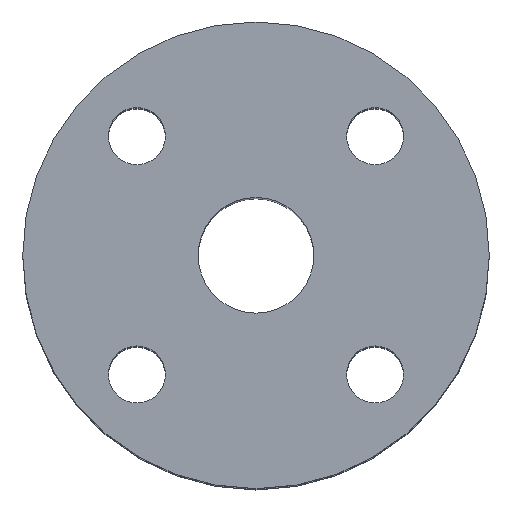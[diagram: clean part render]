
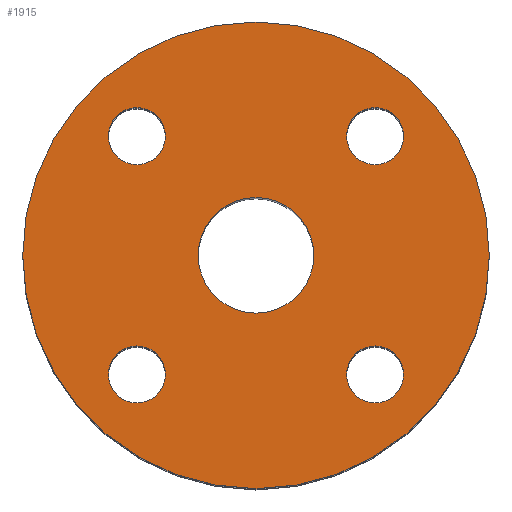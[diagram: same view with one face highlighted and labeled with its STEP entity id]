
A CAD part, top view. The second image highlights one B-rep face of the part: STEP entity #1915.
In plain terms, the highlighted planar face has unit normal (0, 0, 1).
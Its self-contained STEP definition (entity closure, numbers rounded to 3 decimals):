
#565 = DIRECTION ( 'NONE',  ( -1., 0., 0. ) ) ;
#668 = CARTESIAN_POINT ( 'NONE',  ( 17.481, 22.981, 0. ) ) ;
#696 = CIRCLE ( 'NONE', #22797, 45. ) ;
#820 = DIRECTION ( 'NONE',  ( 1., 0., 0. ) ) ;
#847 = DIRECTION ( 'NONE',  ( 0., 0., 1. ) ) ;
#1139 = ORIENTED_EDGE ( 'NONE', *, *, #21457, .F. ) ;
#1143 = VERTEX_POINT ( 'NONE', #13545 ) ;
#1343 = DIRECTION ( 'NONE',  ( 0., -1., 0. ) ) ;
#1915 = ADVANCED_FACE ( 'NONE', ( #3224, #9705, #12487, #23252, #18684, #23548 ), #3379, .F. ) ;
#2137 = CARTESIAN_POINT ( 'NONE',  ( 17.481, -22.981, 0. ) ) ;
#2175 = AXIS2_PLACEMENT_3D ( 'NONE', #7637, #12351, #19256 ) ;
#2279 = EDGE_CURVE ( 'NONE', #14501, #25433, #20647, .T. ) ;
#2449 = CARTESIAN_POINT ( 'NONE',  ( -45., 0., 0. ) ) ;
#2797 = CARTESIAN_POINT ( 'NONE',  ( 0., 0., 0. ) ) ;
#3224 = FACE_BOUND ( 'NONE', #26952, .T. ) ;
#3379 = PLANE ( 'NONE',  #2175 ) ;
#3419 = CARTESIAN_POINT ( 'NONE',  ( 22.981, -22.981, 0. ) ) ;
#3499 = CARTESIAN_POINT ( 'NONE',  ( -22.981, 22.981, 0. ) ) ;
#4262 = ORIENTED_EDGE ( 'NONE', *, *, #5455, .F. ) ;
#4426 = ORIENTED_EDGE ( 'NONE', *, *, #24598, .F. ) ;
#4680 = CIRCLE ( 'NONE', #24903, 5.5 ) ;
#5455 = EDGE_CURVE ( 'NONE', #6312, #26871, #16314, .T. ) ;
#5847 = CARTESIAN_POINT ( 'NONE',  ( 22.981, 22.981, 0. ) ) ;
#6312 = VERTEX_POINT ( 'NONE', #14853 ) ;
#6344 = DIRECTION ( 'NONE',  ( 0., 0., 1. ) ) ;
#6572 = DIRECTION ( 'NONE',  ( 0., 0., 1. ) ) ;
#7064 = DIRECTION ( 'NONE',  ( 0., 0., 1. ) ) ;
#7074 = AXIS2_PLACEMENT_3D ( 'NONE', #3419, #26100, #1343 ) ;
#7241 = ORIENTED_EDGE ( 'NONE', *, *, #8347, .F. ) ;
#7637 = CARTESIAN_POINT ( 'NONE',  ( 0., 11.15, 0. ) ) ;
#7760 = VERTEX_POINT ( 'NONE', #29131 ) ;
#7889 = VERTEX_POINT ( 'NONE', #2137 ) ;
#8054 = DIRECTION ( 'NONE',  ( 1., 0., 0. ) ) ;
#8347 = EDGE_CURVE ( 'NONE', #1143, #7889, #19776, .T. ) ;
#8350 = ORIENTED_EDGE ( 'NONE', *, *, #26985, .F. ) ;
#8516 = EDGE_LOOP ( 'NONE', ( #13041, #22435 ) ) ;
#8521 = CIRCLE ( 'NONE', #19750, 5.5 ) ;
#8785 = DIRECTION ( 'NONE',  ( 0., 1., 0. ) ) ;
#8803 = EDGE_LOOP ( 'NONE', ( #8350, #4426 ) ) ;
#9705 = FACE_BOUND ( 'NONE', #16252, .T. ) ;
#10342 = DIRECTION ( 'NONE',  ( 1., 0., 0. ) ) ;
#10452 = VERTEX_POINT ( 'NONE', #22256 ) ;
#10809 = CIRCLE ( 'NONE', #28704, 5.5 ) ;
#10876 = CIRCLE ( 'NONE', #17452, 5.5 ) ;
#11302 = CARTESIAN_POINT ( 'NONE',  ( 22.981, 22.981, 0. ) ) ;
#11600 = DIRECTION ( 'NONE',  ( 0., 0., 1. ) ) ;
#11687 = CIRCLE ( 'NONE', #19676, 11.15 ) ;
#12020 = ORIENTED_EDGE ( 'NONE', *, *, #22375, .F. ) ;
#12247 = CIRCLE ( 'NONE', #26410, 5.5 ) ;
#12351 = DIRECTION ( 'NONE',  ( 0., 0., -1. ) ) ;
#12487 = FACE_BOUND ( 'NONE', #21086, .T. ) ;
#12707 = CARTESIAN_POINT ( 'NONE',  ( 0., 0., 0. ) ) ;
#13041 = ORIENTED_EDGE ( 'NONE', *, *, #13086, .F. ) ;
#13086 = EDGE_CURVE ( 'NONE', #10452, #27600, #10876, .T. ) ;
#13545 = CARTESIAN_POINT ( 'NONE',  ( 28.481, -22.981, 0. ) ) ;
#13639 = ORIENTED_EDGE ( 'NONE', *, *, #26158, .T. ) ;
#14074 = ORIENTED_EDGE ( 'NONE', *, *, #18238, .T. ) ;
#14081 = AXIS2_PLACEMENT_3D ( 'NONE', #23549, #23120, #20899 ) ;
#14501 = VERTEX_POINT ( 'NONE', #22568 ) ;
#14853 = CARTESIAN_POINT ( 'NONE',  ( -28.481, 22.981, 0. ) ) ;
#15325 = DIRECTION ( 'NONE',  ( 0., -1., 0. ) ) ;
#15493 = EDGE_LOOP ( 'NONE', ( #13639, #14074 ) ) ;
#15553 = CARTESIAN_POINT ( 'NONE',  ( -22.981, 22.981, 0. ) ) ;
#16252 = EDGE_LOOP ( 'NONE', ( #25856, #12020 ) ) ;
#16268 = VERTEX_POINT ( 'NONE', #24706 ) ;
#16314 = CIRCLE ( 'NONE', #21476, 5.5 ) ;
#17452 = AXIS2_PLACEMENT_3D ( 'NONE', #11302, #20557, #820 ) ;
#18238 = EDGE_CURVE ( 'NONE', #22592, #18573, #696, .T. ) ;
#18573 = VERTEX_POINT ( 'NONE', #29033 ) ;
#18581 = CARTESIAN_POINT ( 'NONE',  ( 0., 0., 0. ) ) ;
#18684 = FACE_BOUND ( 'NONE', #8803, .T. ) ;
#19256 = DIRECTION ( 'NONE',  ( -1., 0., 0. ) ) ;
#19661 = CARTESIAN_POINT ( 'NONE',  ( -28.481, -22.981, 0. ) ) ;
#19676 = AXIS2_PLACEMENT_3D ( 'NONE', #18581, #27580, #24806 ) ;
#19742 = CARTESIAN_POINT ( 'NONE',  ( 22.981, -22.981, 0. ) ) ;
#19750 = AXIS2_PLACEMENT_3D ( 'NONE', #23227, #11600, #565 ) ;
#19776 = CIRCLE ( 'NONE', #7074, 5.5 ) ;
#20557 = DIRECTION ( 'NONE',  ( 0., 0., 1. ) ) ;
#20647 = CIRCLE ( 'NONE', #23458, 5.5 ) ;
#20899 = DIRECTION ( 'NONE',  ( 1., 0., 0. ) ) ;
#21047 = DIRECTION ( 'NONE',  ( 0., 0., 1. ) ) ;
#21086 = EDGE_LOOP ( 'NONE', ( #1139, #4262 ) ) ;
#21306 = ORIENTED_EDGE ( 'NONE', *, *, #26049, .F. ) ;
#21449 = DIRECTION ( 'NONE',  ( 0., 1., 0. ) ) ;
#21457 = EDGE_CURVE ( 'NONE', #26871, #6312, #12247, .T. ) ;
#21476 = AXIS2_PLACEMENT_3D ( 'NONE', #15553, #6572, #8785 ) ;
#21694 = DIRECTION ( 'NONE',  ( 0., 0., 1. ) ) ;
#22081 = AXIS2_PLACEMENT_3D ( 'NONE', #2797, #7064, #25186 ) ;
#22256 = CARTESIAN_POINT ( 'NONE',  ( 28.481, 22.981, 0. ) ) ;
#22375 = EDGE_CURVE ( 'NONE', #25433, #14501, #8521, .T. ) ;
#22435 = ORIENTED_EDGE ( 'NONE', *, *, #28056, .F. ) ;
#22541 = CIRCLE ( 'NONE', #22081, 45. ) ;
#22568 = CARTESIAN_POINT ( 'NONE',  ( -17.481, -22.981, 0. ) ) ;
#22592 = VERTEX_POINT ( 'NONE', #2449 ) ;
#22797 = AXIS2_PLACEMENT_3D ( 'NONE', #12707, #21694, #10342 ) ;
#23120 = DIRECTION ( 'NONE',  ( 0., 0., 1. ) ) ;
#23227 = CARTESIAN_POINT ( 'NONE',  ( -22.981, -22.981, 0. ) ) ;
#23252 = FACE_BOUND ( 'NONE', #8516, .T. ) ;
#23458 = AXIS2_PLACEMENT_3D ( 'NONE', #25201, #21047, #27993 ) ;
#23548 = FACE_OUTER_BOUND ( 'NONE', #15493, .T. ) ;
#23549 = CARTESIAN_POINT ( 'NONE',  ( 0., 0., 0. ) ) ;
#24023 = CARTESIAN_POINT ( 'NONE',  ( -17.481, 22.981, 0. ) ) ;
#24262 = DIRECTION ( 'NONE',  ( 0., 0., 1. ) ) ;
#24598 = EDGE_CURVE ( 'NONE', #7760, #16268, #11687, .T. ) ;
#24706 = CARTESIAN_POINT ( 'NONE',  ( 11.15, 0., 0. ) ) ;
#24806 = DIRECTION ( 'NONE',  ( 1., 0., 0. ) ) ;
#24903 = AXIS2_PLACEMENT_3D ( 'NONE', #19742, #6344, #15325 ) ;
#25186 = DIRECTION ( 'NONE',  ( 1., 0., 0. ) ) ;
#25201 = CARTESIAN_POINT ( 'NONE',  ( -22.981, -22.981, 0. ) ) ;
#25433 = VERTEX_POINT ( 'NONE', #19661 ) ;
#25838 = CIRCLE ( 'NONE', #14081, 11.15 ) ;
#25856 = ORIENTED_EDGE ( 'NONE', *, *, #2279, .F. ) ;
#26049 = EDGE_CURVE ( 'NONE', #7889, #1143, #4680, .T. ) ;
#26100 = DIRECTION ( 'NONE',  ( 0., 0., 1. ) ) ;
#26158 = EDGE_CURVE ( 'NONE', #18573, #22592, #22541, .T. ) ;
#26410 = AXIS2_PLACEMENT_3D ( 'NONE', #3499, #24262, #21449 ) ;
#26871 = VERTEX_POINT ( 'NONE', #24023 ) ;
#26952 = EDGE_LOOP ( 'NONE', ( #7241, #21306 ) ) ;
#26985 = EDGE_CURVE ( 'NONE', #16268, #7760, #25838, .T. ) ;
#27580 = DIRECTION ( 'NONE',  ( 0., 0., 1. ) ) ;
#27600 = VERTEX_POINT ( 'NONE', #668 ) ;
#27993 = DIRECTION ( 'NONE',  ( -1., 0., 0. ) ) ;
#28056 = EDGE_CURVE ( 'NONE', #27600, #10452, #10809, .T. ) ;
#28704 = AXIS2_PLACEMENT_3D ( 'NONE', #5847, #847, #8054 ) ;
#29033 = CARTESIAN_POINT ( 'NONE',  ( 45., 0., 0. ) ) ;
#29131 = CARTESIAN_POINT ( 'NONE',  ( -11.15, 0., 0. ) ) ;
